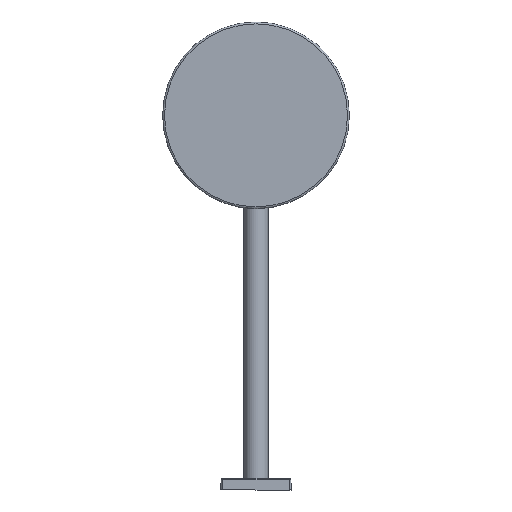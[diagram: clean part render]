
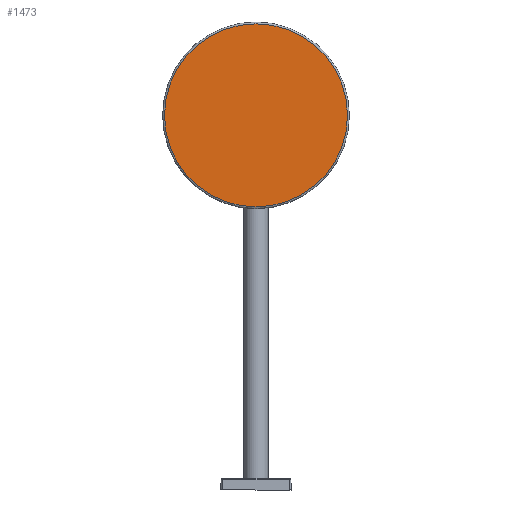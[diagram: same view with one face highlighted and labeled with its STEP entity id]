
A CAD part, front view. The second image highlights one B-rep face of the part: STEP entity #1473.
In plain terms, the highlighted planar face has unit normal (0, -1, 0).
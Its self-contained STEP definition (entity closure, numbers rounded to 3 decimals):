
#147 = EDGE_LOOP ( 'NONE', ( #1676 ) ) ;
#484 = DIRECTION ( 'NONE',  ( -1., 0., 0. ) ) ;
#485 = DIRECTION ( 'NONE',  ( 0., 1., 0. ) ) ;
#488 = CARTESIAN_POINT ( 'NONE',  ( 0., -121.4, 400. ) ) ;
#511 = PLANE ( 'NONE',  #2399 ) ;
#940 = DIRECTION ( 'NONE',  ( 0., -1., 0. ) ) ;
#942 = CARTESIAN_POINT ( 'NONE',  ( 0., -121.4, 400. ) ) ;
#1002 = DIRECTION ( 'NONE',  ( -1., 0., 0. ) ) ;
#1246 = EDGE_CURVE ( 'NONE', #2113, #2113, #1624, .T. ) ;
#1473 = ADVANCED_FACE ( 'NONE', ( #2439 ), #511, .F. ) ;
#1624 = CIRCLE ( 'NONE', #2052, 97.7 ) ;
#1676 = ORIENTED_EDGE ( 'NONE', *, *, #1246, .T. ) ;
#1974 = CARTESIAN_POINT ( 'NONE',  ( -97.7, -121.4, 400. ) ) ;
#2052 = AXIS2_PLACEMENT_3D ( 'NONE', #942, #940, #1002 ) ;
#2113 = VERTEX_POINT ( 'NONE', #1974 ) ;
#2399 = AXIS2_PLACEMENT_3D ( 'NONE', #488, #485, #484 ) ;
#2439 = FACE_OUTER_BOUND ( 'NONE', #147, .T. ) ;
